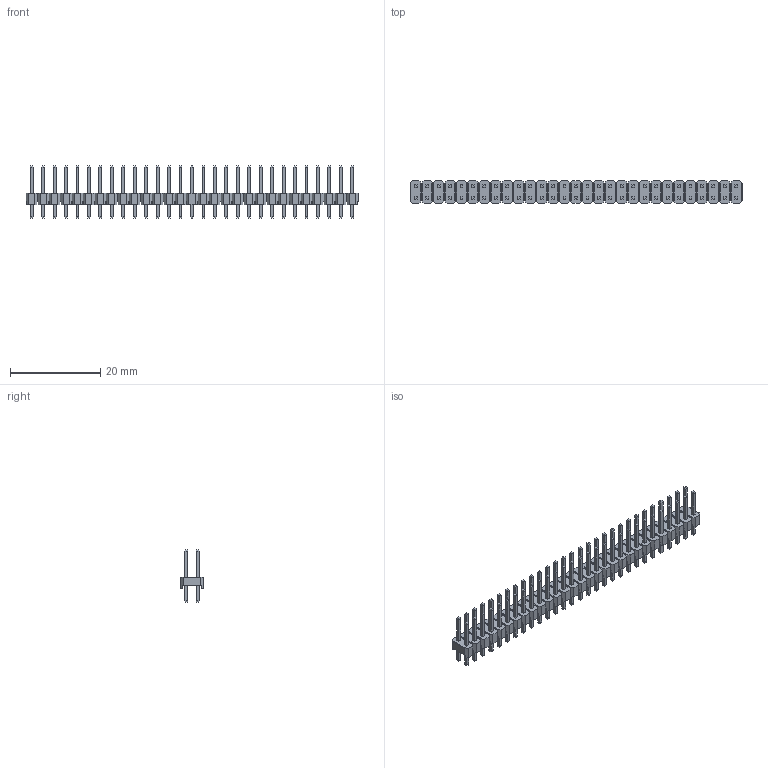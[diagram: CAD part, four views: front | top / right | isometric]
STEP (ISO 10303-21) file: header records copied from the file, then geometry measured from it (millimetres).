
FILE_DESCRIPTION(('STEP AP214'), '1');
FILE_NAME('PLD', '', ('UNSPECIFIED'), ('UNSPECIFIED'), 'ASCON STEP Converter 1.6', 'ASCON Math Kernel', '');
FILE_SCHEMA(('AUTOMOTIVE_DESIGN { 1 0 10303 214 3 1 1}'));
Length unit declared in the file: millimetre
Bounding box: 73.66 x 5.08 x 11.6 mm (x, y, z)
Volume: 894.7 mm3; surface area: 2664.9 mm2
Topology: 1 solids, 1 shells, 1486 faces, 3556 edges, 2216 vertices
Faces by surface type: plane 1486
Entity records: 53436 total; most frequent: CARTESIAN_POINT 7259, ORIENTED_EDGE 7112, DIRECTION 6530, EDGE_CURVE 3556, LINE 3556, VECTOR 3556, VERTEX_POINT 2216, FACE_BOUND 1630
